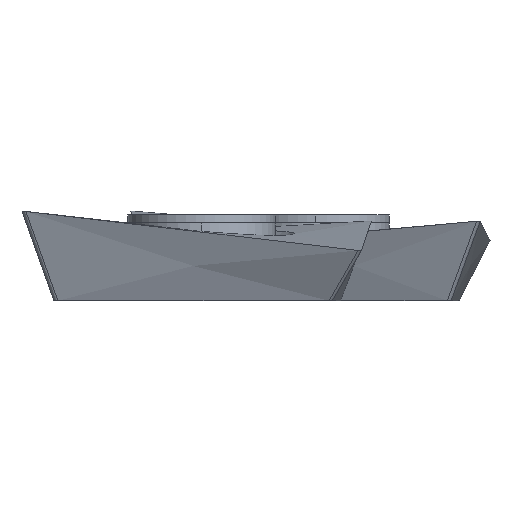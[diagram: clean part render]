
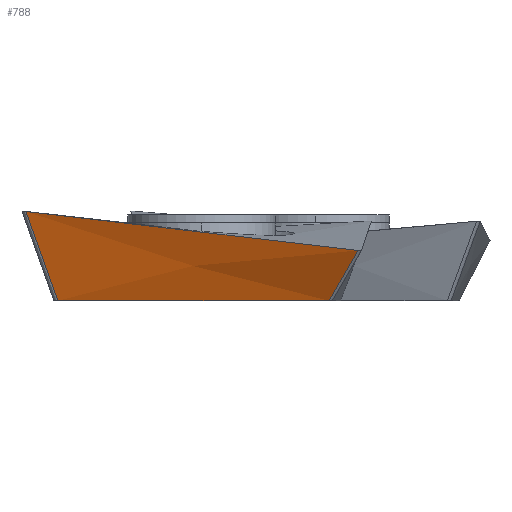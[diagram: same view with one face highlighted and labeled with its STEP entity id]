
A CAD part, left-side view. The second image highlights one B-rep face of the part: STEP entity #788.
In plain terms, the highlighted free-form (B-spline) face has degree [1, 3] with [2, 4] control points.
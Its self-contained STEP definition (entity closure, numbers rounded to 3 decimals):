
#14=B_SPLINE_SURFACE_WITH_KNOTS('',1,3,((#12098,#12099,#12100,#12101),(#12102,
#12103,#12104,#12105)),.UNSPECIFIED.,.F.,.F.,.F.,(2,2),(4,4),(0.,42.897),
(466.335,621.944),.UNSPECIFIED.);
#788=ADVANCED_FACE('',(#1196),#14,.T.);
#1196=FACE_OUTER_BOUND('',#1712,.T.);
#1712=EDGE_LOOP('',(#3526,#3527,#3528,#3529));
#3526=ORIENTED_EDGE('',*,*,#4562,.T.);
#3527=ORIENTED_EDGE('',*,*,#4523,.T.);
#3528=ORIENTED_EDGE('',*,*,#4555,.F.);
#3529=ORIENTED_EDGE('',*,*,#4522,.F.);
#4522=EDGE_CURVE('',#6160,#6159,#4871,.T.);
#4523=EDGE_CURVE('',#6162,#6161,#4872,.T.);
#4555=EDGE_CURVE('',#6159,#6161,#5526,.T.);
#4562=EDGE_CURVE('',#6160,#6162,#5533,.T.);
#4871=B_SPLINE_CURVE_WITH_KNOTS('',1,(#13894,#13895),.UNSPECIFIED.,.F.,
 .F.,(2,2),(2.012,2.99),.UNSPECIFIED.);
#4872=B_SPLINE_CURVE_WITH_KNOTS('',3,(#13896,#13897,#13898,#13899),
 .UNSPECIFIED.,.F.,.F.,(4,4),(468.703,620.193),
 .UNSPECIFIED.);
#5526=(
BOUNDED_CURVE()
B_SPLINE_CURVE(3,(#14222,#14223,#14224,#14225,#14226,#14227,#14228,#14229),
 .UNSPECIFIED.,.F.,.F.)
B_SPLINE_CURVE_WITH_KNOTS((4,3,1,4),(0.569,0.609,
18.377,32.899),.UNSPECIFIED.)
CURVE()
GEOMETRIC_REPRESENTATION_ITEM()
RATIONAL_B_SPLINE_CURVE((1.,1.,1.,1.,1.,1.,1.,1.))
REPRESENTATION_ITEM('')
);
#5533=(
BOUNDED_CURVE()
B_SPLINE_CURVE(3,(#14270,#14271,#14272,#14273,#14274,#14275),
 .UNSPECIFIED.,.F.,.F.)
B_SPLINE_CURVE_WITH_KNOTS((4,1,1,4),(0.903,29.096,
43.251,51.035),.UNSPECIFIED.)
CURVE()
GEOMETRIC_REPRESENTATION_ITEM()
RATIONAL_B_SPLINE_CURVE((1.,1.,1.,1.,1.,1.))
REPRESENTATION_ITEM('')
);
#6159=VERTEX_POINT('',#13292);
#6160=VERTEX_POINT('',#13293);
#6161=VERTEX_POINT('',#13294);
#6162=VERTEX_POINT('',#13295);
#12098=CARTESIAN_POINT('',(1049.431,-337.97,27.5));
#12099=CARTESIAN_POINT('',(1052.764,-394.636,20.833));
#12100=CARTESIAN_POINT('',(1056.098,-451.304,14.167));
#12101=CARTESIAN_POINT('',(1059.431,-507.97,7.5));
#12102=CARTESIAN_POINT('',(1065.393,-353.88,-17.5));
#12103=CARTESIAN_POINT('',(1068.128,-400.384,-17.5));
#12104=CARTESIAN_POINT('',(1070.864,-446.889,-17.5));
#12105=CARTESIAN_POINT('',(1073.599,-493.392,-17.5));
#13292=CARTESIAN_POINT('',(1059.332,-506.289,7.698));
#13293=CARTESIAN_POINT('',(1049.552,-340.029,27.258));
#13294=CARTESIAN_POINT('',(1073.507,-491.823,-17.5));
#13295=CARTESIAN_POINT('',(1065.517,-356.002,-17.5));
#13894=CARTESIAN_POINT('',(1049.552,-340.029,27.258));
#13895=CARTESIAN_POINT('',(1059.332,-506.289,7.698));
#13896=CARTESIAN_POINT('',(1065.517,-356.002,-17.5));
#13897=CARTESIAN_POINT('',(1068.181,-401.276,-17.5));
#13898=CARTESIAN_POINT('',(1070.844,-446.55,-17.5));
#13899=CARTESIAN_POINT('',(1073.507,-491.823,-17.5));
#14222=CARTESIAN_POINT('',(1059.332,-506.289,7.698));
#14223=CARTESIAN_POINT('',(1059.338,-506.283,7.687));
#14224=CARTESIAN_POINT('',(1059.344,-506.277,7.677));
#14225=CARTESIAN_POINT('',(1059.35,-506.271,7.666));
#14226=CARTESIAN_POINT('',(1061.947,-503.615,3.054));
#14227=CARTESIAN_POINT('',(1066.666,-498.793,-5.332));
#14228=CARTESIAN_POINT('',(1071.385,-493.983,-13.724));
#14229=CARTESIAN_POINT('',(1073.507,-491.823,-17.5));
#14270=CARTESIAN_POINT('',(1049.552,-340.029,27.258));
#14271=CARTESIAN_POINT('',(1052.542,-343.019,18.865));
#14272=CARTESIAN_POINT('',(1057.036,-347.514,6.261));
#14273=CARTESIAN_POINT('',(1062.359,-352.841,-8.657));
#14274=CARTESIAN_POINT('',(1064.69,-355.174,-15.184));
#14275=CARTESIAN_POINT('',(1065.517,-356.002,-17.5));
